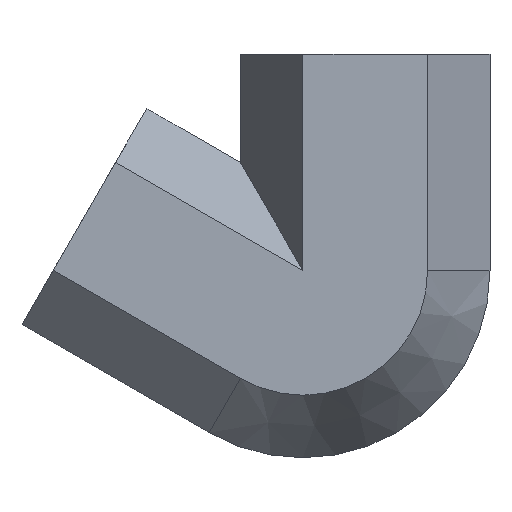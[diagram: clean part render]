
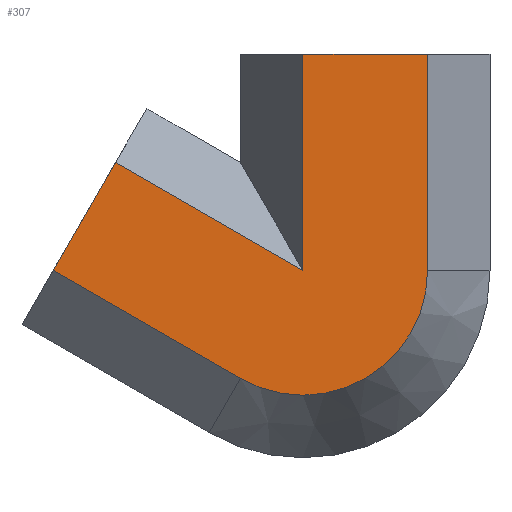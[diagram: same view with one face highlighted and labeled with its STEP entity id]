
A CAD part, top view. The second image highlights one B-rep face of the part: STEP entity #307.
In plain terms, the highlighted planar face has unit normal (0, 0, 1).
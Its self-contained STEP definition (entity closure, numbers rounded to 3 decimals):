
#29=PLANE('',#346);
#47=FACE_OUTER_BOUND('',#65,.T.);
#65=EDGE_LOOP('',(#276,#277,#278,#279,#280,#281,#282));
#71=CIRCLE('',#335,11.547);
#81=LINE('',#503,#113);
#89=LINE('',#518,#121);
#90=LINE('',#520,#122);
#95=LINE('',#538,#127);
#105=LINE('',#557,#137);
#106=LINE('',#559,#138);
#113=VECTOR('',#372,10.);
#121=VECTOR('',#384,10.);
#122=VECTOR('',#387,10.);
#127=VECTOR('',#408,10.);
#137=VECTOR('',#426,10.);
#138=VECTOR('',#429,10.);
#150=VERTEX_POINT('',#500);
#151=VERTEX_POINT('',#502);
#155=VERTEX_POINT('',#514);
#156=VERTEX_POINT('',#516);
#158=VERTEX_POINT('',#524);
#161=VERTEX_POINT('',#537);
#166=VERTEX_POINT('',#555);
#178=EDGE_CURVE('',#150,#151,#81,.T.);
#186=EDGE_CURVE('',#155,#156,#89,.T.);
#187=EDGE_CURVE('',#151,#156,#90,.T.);
#190=EDGE_CURVE('',#158,#150,#71,.T.);
#196=EDGE_CURVE('',#161,#155,#95,.T.);
#206=EDGE_CURVE('',#158,#166,#105,.T.);
#207=EDGE_CURVE('',#161,#166,#106,.T.);
#276=ORIENTED_EDGE('',*,*,#206,.T.);
#277=ORIENTED_EDGE('',*,*,#207,.F.);
#278=ORIENTED_EDGE('',*,*,#196,.T.);
#279=ORIENTED_EDGE('',*,*,#186,.T.);
#280=ORIENTED_EDGE('',*,*,#187,.F.);
#281=ORIENTED_EDGE('',*,*,#178,.F.);
#282=ORIENTED_EDGE('',*,*,#190,.F.);
#307=ADVANCED_FACE('',(#47),#29,.T.);
#335=AXIS2_PLACEMENT_3D('',#526,#392,#393);
#346=AXIS2_PLACEMENT_3D('',#558,#427,#428);
#372=DIRECTION('',(-0.866,0.5,0.));
#384=DIRECTION('',(-0.866,0.5,0.));
#387=DIRECTION('',(0.5,0.866,0.));
#392=DIRECTION('center_axis',(0.,0.,-1.));
#393=DIRECTION('ref_axis',(1.,0.,0.));
#408=DIRECTION('',(0.,-1.,0.));
#426=DIRECTION('',(0.,1.,0.));
#427=DIRECTION('center_axis',(0.,0.,1.));
#428=DIRECTION('ref_axis',(1.,0.,0.));
#429=DIRECTION('',(1.,0.,0.));
#500=CARTESIAN_POINT('',(18.453,0.,10.));
#502=CARTESIAN_POINT('',(1.132,10.,10.));
#503=CARTESIAN_POINT('',(18.453,0.,10.));
#514=CARTESIAN_POINT('',(24.226,10.,10.));
#516=CARTESIAN_POINT('',(6.906,20.,10.));
#518=CARTESIAN_POINT('',(24.226,10.,10.));
#520=CARTESIAN_POINT('',(6.906,20.,10.));
#524=CARTESIAN_POINT('',(35.774,10.,10.));
#526=CARTESIAN_POINT('Origin',(24.226,10.,10.));
#537=CARTESIAN_POINT('',(24.226,30.,10.));
#538=CARTESIAN_POINT('',(24.226,28.,10.));
#555=CARTESIAN_POINT('',(35.774,30.,10.));
#557=CARTESIAN_POINT('',(35.774,28.,10.));
#558=CARTESIAN_POINT('Origin',(24.226,28.,10.));
#559=CARTESIAN_POINT('',(24.226,30.,10.));
